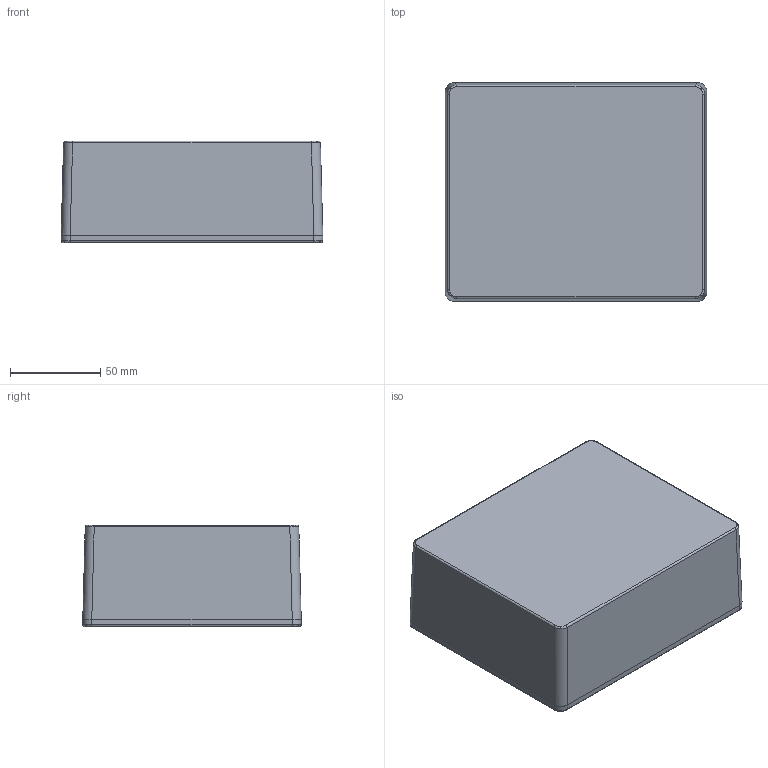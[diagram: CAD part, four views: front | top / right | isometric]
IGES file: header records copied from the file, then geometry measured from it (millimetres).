
Global section: file name: No Iges File Name specified; native system: Autodesk Inventor 2010; preprocessor: AutoDesk Inventor Iges Exporter R2010; author: tcook; date: 20091209.154100; units: millimetre
Bounding box: 145.2 x 121.2 x 56.4 mm (x, y, z)
Volume: 141787 mm3; surface area: 126512.4 mm2
Topology: 6 solids, 6 shells, 1097 faces, 2814 edges, 1772 vertices
Faces by surface type: plane 283, bspline 282, cone 236, cylinder 164, revolution 100, torus 32
